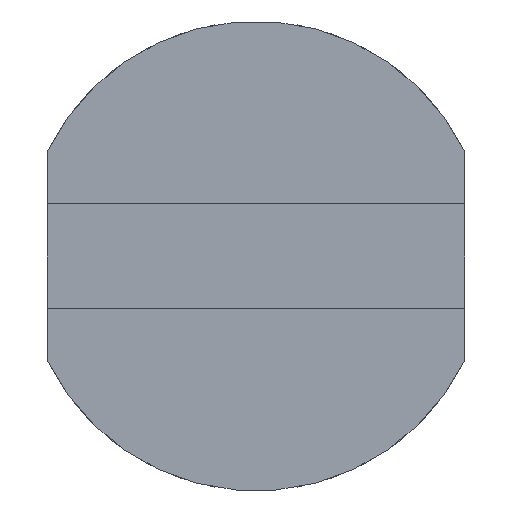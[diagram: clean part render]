
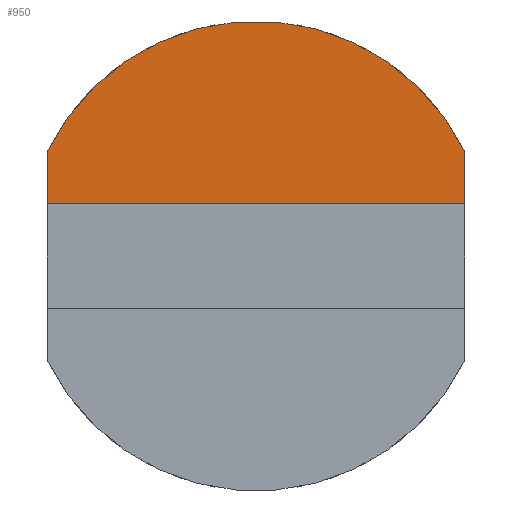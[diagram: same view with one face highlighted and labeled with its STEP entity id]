
A CAD part, front view. The second image highlights one B-rep face of the part: STEP entity #950.
In plain terms, the highlighted planar face has unit normal (0, -1, 0).
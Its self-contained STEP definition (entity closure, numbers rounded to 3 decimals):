
#600 = LINE ( 'NONE', #1899, #7604 ) ;
#614 = CARTESIAN_POINT ( 'NONE',  ( 2., -1.1, 1. ) ) ;
#663 = DIRECTION ( 'NONE',  ( 0., -1., 0. ) ) ;
#950 = ADVANCED_FACE ( 'NONE', ( #1288 ), #5974, .T. ) ;
#1095 = AXIS2_PLACEMENT_3D ( 'NONE', #3940, #663, #2593 ) ;
#1288 = FACE_OUTER_BOUND ( 'NONE', #7762, .T. ) ;
#1411 = CARTESIAN_POINT ( 'NONE',  ( -2., -1.1, 0.5 ) ) ;
#1474 = ORIENTED_EDGE ( 'NONE', *, *, #7139, .T. ) ;
#1613 = CARTESIAN_POINT ( 'NONE',  ( -2., -1.1, 1. ) ) ;
#1899 = CARTESIAN_POINT ( 'NONE',  ( -2., -1.1, 0.5 ) ) ;
#2082 = CIRCLE ( 'NONE', #1095, 2.225 ) ;
#2221 = DIRECTION ( 'NONE',  ( 0., -1., 0. ) ) ;
#2280 = CARTESIAN_POINT ( 'NONE',  ( 2., -1.1, 1. ) ) ;
#2389 = CARTESIAN_POINT ( 'NONE',  ( 2., -1.1, 0.5 ) ) ;
#2502 = VERTEX_POINT ( 'NONE', #2389 ) ;
#2593 = DIRECTION ( 'NONE',  ( 1., 0., 0. ) ) ;
#2630 = VERTEX_POINT ( 'NONE', #6377 ) ;
#2981 = EDGE_CURVE ( 'NONE', #4036, #2630, #3896, .T. ) ;
#3659 = EDGE_CURVE ( 'NONE', #2630, #2502, #600, .T. ) ;
#3896 = LINE ( 'NONE', #1411, #5841 ) ;
#3940 = CARTESIAN_POINT ( 'NONE',  ( 0., -1.1, 0.025 ) ) ;
#4020 = DIRECTION ( 'NONE',  ( 0., 0., -1. ) ) ;
#4036 = VERTEX_POINT ( 'NONE', #1613 ) ;
#4060 = VECTOR ( 'NONE', #6867, 1000. ) ;
#4813 = CARTESIAN_POINT ( 'NONE',  ( 0., -1.1, 0.025 ) ) ;
#5189 = AXIS2_PLACEMENT_3D ( 'NONE', #4813, #2221, #6789 ) ;
#5203 = ORIENTED_EDGE ( 'NONE', *, *, #7968, .T. ) ;
#5295 = ORIENTED_EDGE ( 'NONE', *, *, #3659, .T. ) ;
#5841 = VECTOR ( 'NONE', #4020, 1000. ) ;
#5974 = PLANE ( 'NONE',  #5189 ) ;
#6377 = CARTESIAN_POINT ( 'NONE',  ( -2., -1.1, 0.5 ) ) ;
#6789 = DIRECTION ( 'NONE',  ( 0., 0., 1. ) ) ;
#6867 = DIRECTION ( 'NONE',  ( 0., 0., 1. ) ) ;
#7078 = DIRECTION ( 'NONE',  ( 1., 0., 0. ) ) ;
#7139 = EDGE_CURVE ( 'NONE', #8319, #4036, #2082, .T. ) ;
#7604 = VECTOR ( 'NONE', #7078, 1000. ) ;
#7762 = EDGE_LOOP ( 'NONE', ( #8020, #5295, #5203, #1474 ) ) ;
#7891 = LINE ( 'NONE', #2280, #4060 ) ;
#7968 = EDGE_CURVE ( 'NONE', #2502, #8319, #7891, .T. ) ;
#8020 = ORIENTED_EDGE ( 'NONE', *, *, #2981, .T. ) ;
#8319 = VERTEX_POINT ( 'NONE', #614 ) ;
